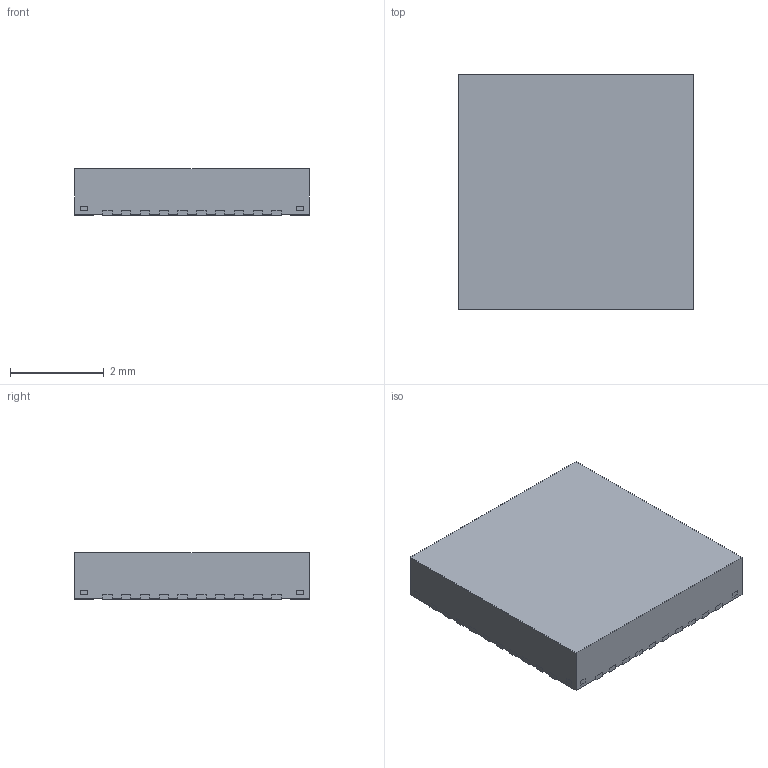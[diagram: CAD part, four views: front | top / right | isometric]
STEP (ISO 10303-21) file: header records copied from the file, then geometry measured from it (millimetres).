
FILE_DESCRIPTION((''),'2;1');
FILE_NAME('RKP0040B_ASM','2021-03-01T13:07:31',('a0412086'),(''),'CREO PARAMETRIC BY PTC INC, 2018500','CREO PARAMETRIC BY PTC INC, 2018500','');
FILE_SCHEMA(('CONFIG_CONTROL_DESIGN','SHAPE_APPEARANCE_LAYERS_GROUPS'));
Length unit declared in the file: millimetre
Products named in the file (3): FRAME; BODY; RKP0040B_ASM
Assembly tree (2 placements, depth 2):
  RKP0040B_ASM
    FRAME
    BODY
Bounding box: 5 x 5 x 1 mm (x, y, z)
Volume: 24.8 mm3; surface area: 110.5 mm2
Topology: 46 solids, 46 shells, 619 faces, 1578 edges, 1052 vertices
Faces by surface type: plane 475, cylinder 144
Entity records: 24023 total; most frequent: CARTESIAN_POINT 3254, ORIENTED_EDGE 3156, DIRECTION 3114, PRESENTATION_STYLE_ASSIGNMENT 1672, STYLED_ITEM 1624, CURVE_STYLE 1578, EDGE_CURVE 1578, VECTOR 1290
